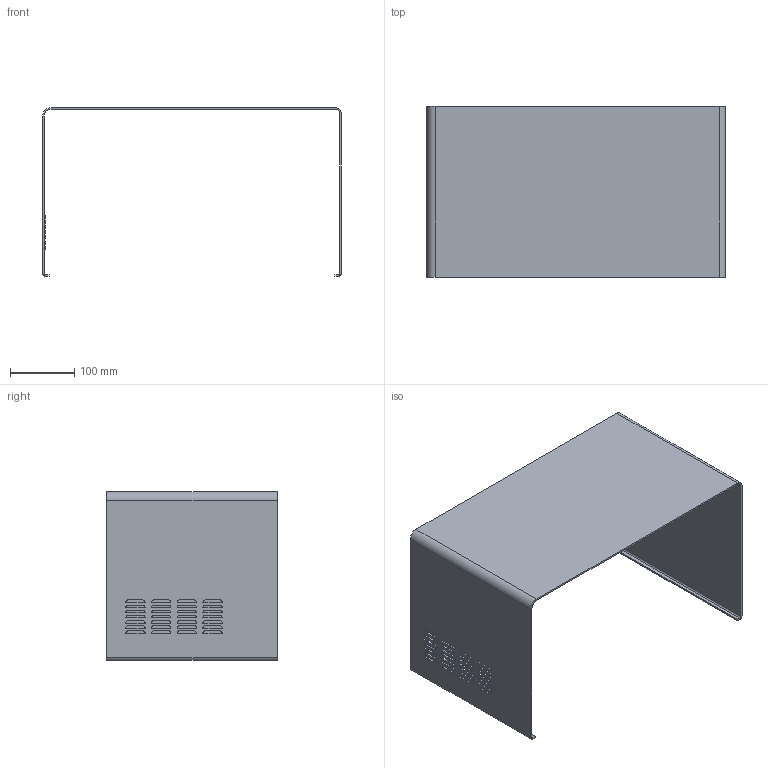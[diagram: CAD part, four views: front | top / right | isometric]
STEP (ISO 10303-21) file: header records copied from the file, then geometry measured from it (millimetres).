
FILE_DESCRIPTION( ( '' ), ' ' );
FILE_NAME( '5ac6287c015bc90fea10eab8.step', '2018-04-05T13:45:33', ( '' ), ( '' ), ' ', ' ', ' ' );
FILE_SCHEMA( ( 'AUTOMOTIVE_DESIGN { 1 0 10303 214 1 1 1 1 }' ) );
Length unit declared in the file: metre
Products named in the file (2): Assem1; MICROWAVE OVEN ASSEMBLY.sldasm-Part-268
Assembly tree (1 placements, depth 2):
  Assem1
    MICROWAVE OVEN ASSEMBLY.sldasm-Part-268
Bounding box: 465 x 266 x 262.5 mm (x, y, z)
Volume: 651347.5 mm3; surface area: 535338 mm2
Topology: 1 solids, 1 shells, 386 faces, 1068 edges, 712 vertices
Faces by surface type: plane 210, cone 112, cylinder 64
Entity records: 15754 total; most frequent: DIRECTION 2308, CARTESIAN_POINT 2168, ORIENTED_EDGE 2136, EDGE_CURVE 1068, AXIS2_PLACEMENT_3D 852, VERTEX_POINT 712, LINE 604, VECTOR 604
